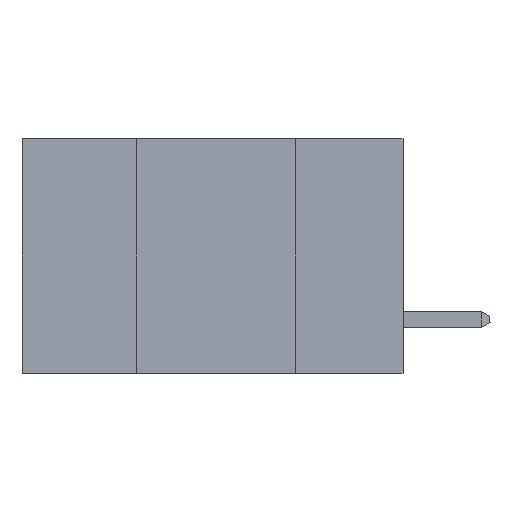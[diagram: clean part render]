
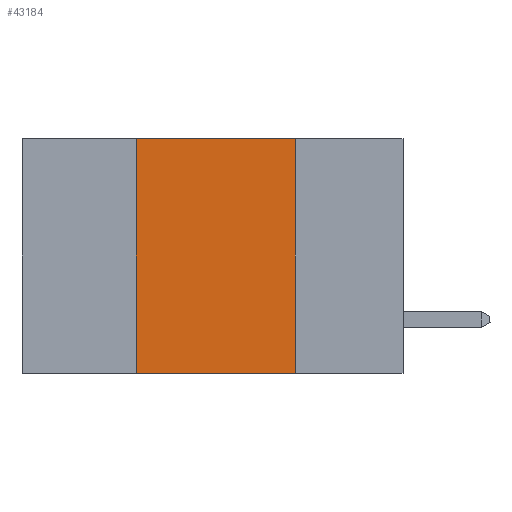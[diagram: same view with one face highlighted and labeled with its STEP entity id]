
A CAD part, left-side view. The second image highlights one B-rep face of the part: STEP entity #43184.
In plain terms, the highlighted planar face has unit normal (-1, 0, 0).
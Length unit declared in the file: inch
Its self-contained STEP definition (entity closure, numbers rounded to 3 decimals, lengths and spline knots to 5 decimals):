
#141 = PLANE ( 'NONE',  #40232 ) ;
#419 = DIRECTION ( 'NONE',  ( 0., 0., 1. ) ) ;
#4720 = CARTESIAN_POINT ( 'NONE',  ( 0., 0.6, -0.37 ) ) ;
#6503 = EDGE_CURVE ( 'NONE', #18433, #44671, #12618, .T. ) ;
#10187 = CARTESIAN_POINT ( 'NONE',  ( 0., 0.17, 0. ) ) ;
#10213 = CARTESIAN_POINT ( 'NONE',  ( 0., 0.6, 0. ) ) ;
#10363 = DIRECTION ( 'NONE',  ( 0., -1., 0. ) ) ;
#10746 = VERTEX_POINT ( 'NONE', #18586 ) ;
#10994 = EDGE_CURVE ( 'NONE', #33772, #10746, #14928, .T. ) ;
#11234 = ORIENTED_EDGE ( 'NONE', *, *, #36247, .F. ) ;
#12618 = LINE ( 'NONE', #4720, #17444 ) ;
#14928 = LINE ( 'NONE', #10213, #39113 ) ;
#15400 = CARTESIAN_POINT ( 'NONE',  ( 0., 0.42, -0.37 ) ) ;
#16644 = CARTESIAN_POINT ( 'NONE',  ( 0., 0.42, 0. ) ) ;
#17444 = VECTOR ( 'NONE', #32329, 39.37008 ) ;
#18404 = ORIENTED_EDGE ( 'NONE', *, *, #10994, .F. ) ;
#18433 = VERTEX_POINT ( 'NONE', #15400 ) ;
#18569 = EDGE_LOOP ( 'NONE', ( #11234, #18404, #22189, #34598 ) ) ;
#18586 = CARTESIAN_POINT ( 'NONE',  ( 0., 0.17, 0. ) ) ;
#21124 = DIRECTION ( 'NONE',  ( 0., 0., -1. ) ) ;
#22189 = ORIENTED_EDGE ( 'NONE', *, *, #28263, .F. ) ;
#24878 = DIRECTION ( 'NONE',  ( 1., 0., 0. ) ) ;
#28263 = EDGE_CURVE ( 'NONE', #18433, #33772, #43723, .T. ) ;
#28767 = FACE_OUTER_BOUND ( 'NONE', #18569, .T. ) ;
#31850 = DIRECTION ( 'NONE',  ( 0., 0., -1. ) ) ;
#32329 = DIRECTION ( 'NONE',  ( 0., -1., 0. ) ) ;
#32845 = VECTOR ( 'NONE', #31850, 39.37008 ) ;
#33772 = VERTEX_POINT ( 'NONE', #16644 ) ;
#34598 = ORIENTED_EDGE ( 'NONE', *, *, #6503, .T. ) ;
#34987 = CARTESIAN_POINT ( 'NONE',  ( 0., 0.42, 0. ) ) ;
#36247 = EDGE_CURVE ( 'NONE', #10746, #44671, #43038, .T. ) ;
#39113 = VECTOR ( 'NONE', #10363, 39.37008 ) ;
#39384 = VECTOR ( 'NONE', #419, 39.37008 ) ;
#39751 = CARTESIAN_POINT ( 'NONE',  ( 0., 0.17, -0.37 ) ) ;
#40232 = AXIS2_PLACEMENT_3D ( 'NONE', #41923, #24878, #21124 ) ;
#41923 = CARTESIAN_POINT ( 'NONE',  ( 0., 0.6, 0. ) ) ;
#43038 = LINE ( 'NONE', #10187, #32845 ) ;
#43184 = ADVANCED_FACE ( 'NONE', ( #28767 ), #141, .F. ) ;
#43723 = LINE ( 'NONE', #34987, #39384 ) ;
#44671 = VERTEX_POINT ( 'NONE', #39751 ) ;
